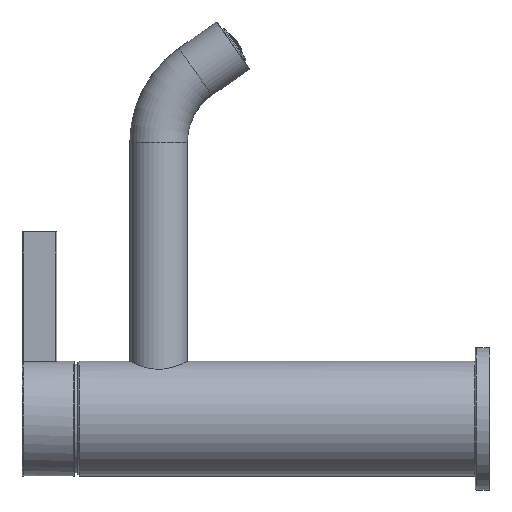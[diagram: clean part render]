
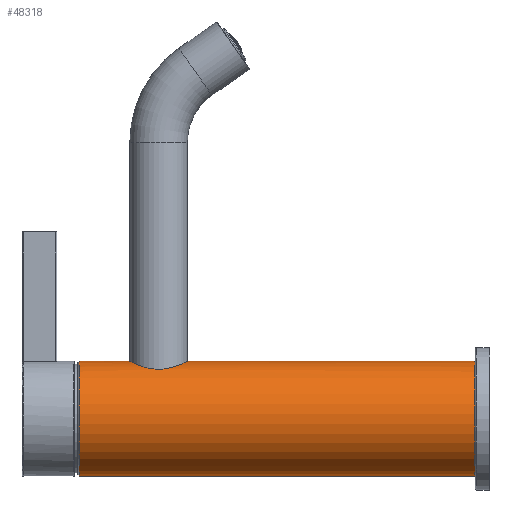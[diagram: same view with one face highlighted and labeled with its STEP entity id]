
A CAD part, left-side view. The second image highlights one B-rep face of the part: STEP entity #48318.
In plain terms, the highlighted cylindrical face has radius 20 mm (diameter 40 mm), a full revolution.
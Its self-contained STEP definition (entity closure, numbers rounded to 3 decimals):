
#8517=CYLINDRICAL_SURFACE('',#52212,20.);
#8801=B_SPLINE_CURVE_WITH_KNOTS('',3,(#67377,#67378,#67379,#67380,#67381,
#67382,#67383,#67384,#67385,#67386,#67387,#67388,#67389,#67390,#67391,#67392,
#67393,#67394,#67395,#67396,#67397,#67398),.UNSPECIFIED.,.T.,.F.,(1,1,1,
1,1,1,1,1,1,1,1,1,1,1,1,1,1,1,1,1,1,1,1,1,1,1),(-0.012,-0.008,
-0.004,0.,0.002,0.004,0.008,
0.012,0.016,0.021,0.025,
0.027,0.029,0.031,0.033,
0.037,0.041,0.045,0.049,
0.054,0.058,0.062,0.066,
0.068,0.07,0.074),.UNSPECIFIED.);
#12168=ORIENTED_EDGE('',*,*,#27544,.T.);
#12169=ORIENTED_EDGE('',*,*,#27545,.T.);
#12170=ORIENTED_EDGE('',*,*,#27543,.T.);
#27543=EDGE_CURVE('',#35240,#35240,#40401,.T.);
#27544=EDGE_CURVE('',#35241,#35241,#8801,.T.);
#27545=EDGE_CURVE('',#35242,#35242,#40402,.T.);
#35240=VERTEX_POINT('',#67375);
#35241=VERTEX_POINT('',#67399);
#35242=VERTEX_POINT('',#67401);
#40401=CIRCLE('',#52211,20.);
#40402=CIRCLE('',#52213,20.);
#41748=EDGE_LOOP('',(#12168));
#41749=EDGE_LOOP('',(#12169));
#41750=EDGE_LOOP('',(#12170));
#45016=FACE_BOUND('',#41748,.T.);
#45017=FACE_BOUND('',#41749,.T.);
#45018=FACE_BOUND('',#41750,.T.);
#48318=ADVANCED_FACE('',(#45016,#45017,#45018),#8517,.T.);
#52211=AXIS2_PLACEMENT_3D('',#67374,#56292,#56293);
#52212=AXIS2_PLACEMENT_3D('',#67376,#56294,#56295);
#52213=AXIS2_PLACEMENT_3D('',#67400,#56296,#56297);
#56292=DIRECTION('',(0.,-1.,0.));
#56293=DIRECTION('',(-1.,0.,0.));
#56294=DIRECTION('',(0.,1.,0.));
#56295=DIRECTION('',(1.,0.,0.));
#56296=DIRECTION('',(0.,1.,0.));
#56297=DIRECTION('',(0.,0.,1.));
#67374=CARTESIAN_POINT('',(0.,137.5,0.));
#67375=CARTESIAN_POINT('',(-20.,137.5,0.));
#67376=CARTESIAN_POINT('',(0.,-6.9,0.));
#67377=CARTESIAN_POINT('',(19.24,114.091,5.55));
#67378=CARTESIAN_POINT('',(19.431,110.69,4.732));
#67379=CARTESIAN_POINT('',(19.353,107.941,5.055));
#67380=CARTESIAN_POINT('',(19.109,105.367,5.95));
#67381=CARTESIAN_POINT('',(18.437,102.597,7.948));
#67382=CARTESIAN_POINT('',(16.82,100.357,11.048));
#67383=CARTESIAN_POINT('',(14.254,99.524,14.237));
#67384=CARTESIAN_POINT('',(11.058,100.347,16.816));
#67385=CARTESIAN_POINT('',(8.453,102.237,18.172));
#67386=CARTESIAN_POINT('',(6.753,104.251,18.839));
#67387=CARTESIAN_POINT('',(5.724,106.017,19.17));
#67388=CARTESIAN_POINT('',(5.06,107.922,19.351));
#67389=CARTESIAN_POINT('',(4.731,110.688,19.431));
#67390=CARTESIAN_POINT('',(5.542,114.068,19.243));
#67391=CARTESIAN_POINT('',(7.935,117.389,18.443));
#67392=CARTESIAN_POINT('',(11.035,119.637,16.828));
#67393=CARTESIAN_POINT('',(14.228,120.478,14.264));
#67394=CARTESIAN_POINT('',(16.819,119.65,11.053));
#67395=CARTESIAN_POINT('',(18.44,117.393,7.941));
#67396=CARTESIAN_POINT('',(19.24,114.091,5.55));
#67397=CARTESIAN_POINT('',(19.431,110.69,4.732));
#67398=CARTESIAN_POINT('',(19.353,107.941,5.055));
#67399=CARTESIAN_POINT('',(19.392,110.,4.894));
#67400=CARTESIAN_POINT('',(0.,0.1,0.));
#67401=CARTESIAN_POINT('',(0.,0.1,20.));
